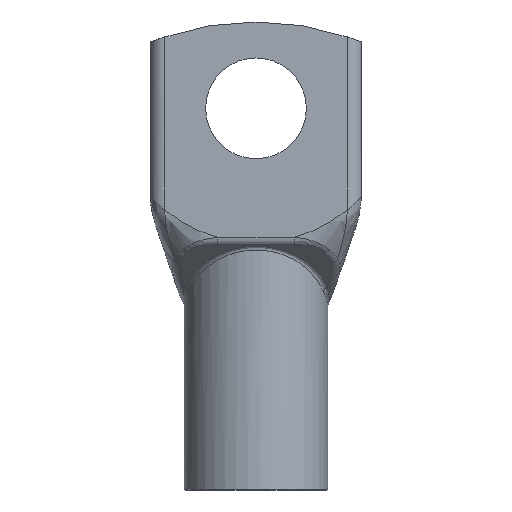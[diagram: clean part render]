
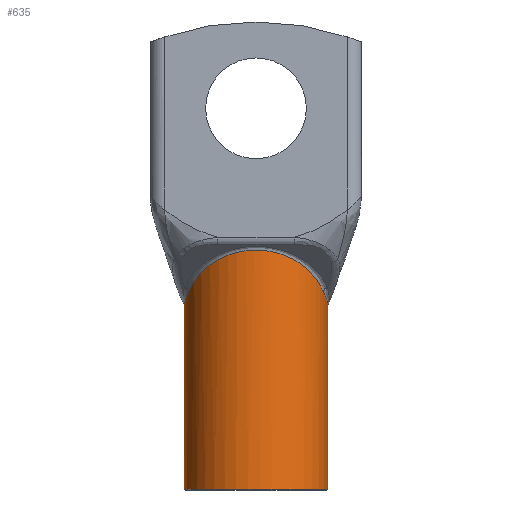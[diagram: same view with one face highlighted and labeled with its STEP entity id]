
A CAD part, front view. The second image highlights one B-rep face of the part: STEP entity #635.
In plain terms, the highlighted cylindrical face has radius 15 mm (diameter 30 mm), a full revolution.
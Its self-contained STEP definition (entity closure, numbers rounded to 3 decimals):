
#186=CARTESIAN_POINT('',(-14.628,3.32,4.303));
#187=VERTEX_POINT('',#186);
#204=CARTESIAN_POINT('',(-13.993,-5.403,7.447));
#205=VERTEX_POINT('',#204);
#206=CARTESIAN_POINT('',(-14.628,3.32,4.302));
#207=CARTESIAN_POINT('',(-14.629,3.313,4.264));
#208=CARTESIAN_POINT('',(-14.635,3.288,4.182));
#209=CARTESIAN_POINT('',(-14.655,3.198,4.083));
#210=CARTESIAN_POINT('',(-14.69,3.036,4.006));
#211=CARTESIAN_POINT('',(-14.751,2.73,3.961));
#212=CARTESIAN_POINT('',(-14.827,2.289,3.989));
#213=CARTESIAN_POINT('',(-14.881,1.894,4.049));
#214=CARTESIAN_POINT('',(-14.911,1.632,4.097));
#215=CARTESIAN_POINT('',(-14.93,1.457,4.132));
#216=CARTESIAN_POINT('',(-14.958,1.15,4.197));
#217=CARTESIAN_POINT('',(-15.02,0.19,4.43));
#218=CARTESIAN_POINT('',(-15.,-0.676,4.711));
#219=CARTESIAN_POINT('',(-14.936,-1.386,4.995));
#220=CARTESIAN_POINT('',(-14.932,-1.426,5.011));
#221=CARTESIAN_POINT('',(-14.865,-2.106,5.29));
#222=CARTESIAN_POINT('',(-14.66,-3.345,5.891));
#223=CARTESIAN_POINT('',(-14.327,-4.478,6.673));
#224=CARTESIAN_POINT('',(-14.141,-5.003,7.104));
#225=CARTESIAN_POINT('',(-14.093,-5.139,7.216));
#226=CARTESIAN_POINT('',(-14.044,-5.272,7.33));
#227=CARTESIAN_POINT('',(-13.993,-5.403,7.447));
#228=B_SPLINE_CURVE_WITH_KNOTS('',3,(#206,#207,#208,#209,#210,#211,#212,#213,#214,#215,#216,#217,#218,#219,#220,#221,#222,#223,#224,#225,#226,#227),.UNSPECIFIED.,.F.,.U.,(4,1,1,1,1,1,1,1,1,1,1,2,2,1,3,4),(-1.035,-1.023,-1.009,-0.995,-0.966,-0.909,-0.852,-0.838,-0.823,-0.795,-0.738,-0.509,-0.496,-0.276,-0.057,0.0),.UNSPECIFIED.);
#229=EDGE_CURVE('',#187,#205,#228,.T.);
#305=CARTESIAN_POINT('',(13.993,-5.403,7.447));
#306=VERTEX_POINT('',#305);
#324=CARTESIAN_POINT('',(0.0,0.0,2.611));
#325=DIRECTION('',(0.0,0.667,0.745));
#326=DIRECTION('',(0.0,-0.745,0.667));
#327=AXIS2_PLACEMENT_3D('',#324,#325,#326);
#328=ELLIPSE('',#327,20.131,15.);
#329=EDGE_CURVE('',#205,#306,#328,.T.);
#450=CARTESIAN_POINT('',(14.628,3.32,4.303));
#451=VERTEX_POINT('',#450);
#497=CARTESIAN_POINT('',(13.993,-5.403,7.447));
#498=CARTESIAN_POINT('',(14.044,-5.272,7.33));
#499=CARTESIAN_POINT('',(14.093,-5.139,7.216));
#500=CARTESIAN_POINT('',(14.141,-5.003,7.104));
#501=CARTESIAN_POINT('',(14.327,-4.478,6.673));
#502=CARTESIAN_POINT('',(14.66,-3.345,5.891));
#503=CARTESIAN_POINT('',(14.865,-2.106,5.29));
#504=CARTESIAN_POINT('',(14.932,-1.426,5.011));
#505=CARTESIAN_POINT('',(14.936,-1.386,4.995));
#506=CARTESIAN_POINT('',(15.,-0.676,4.711));
#507=CARTESIAN_POINT('',(15.02,0.19,4.43));
#508=CARTESIAN_POINT('',(14.958,1.15,4.197));
#509=CARTESIAN_POINT('',(14.93,1.457,4.132));
#510=CARTESIAN_POINT('',(14.911,1.632,4.097));
#511=CARTESIAN_POINT('',(14.881,1.894,4.049));
#512=CARTESIAN_POINT('',(14.827,2.289,3.989));
#513=CARTESIAN_POINT('',(14.751,2.73,3.961));
#514=CARTESIAN_POINT('',(14.69,3.036,4.006));
#515=CARTESIAN_POINT('',(14.655,3.198,4.083));
#516=CARTESIAN_POINT('',(14.635,3.288,4.182));
#517=CARTESIAN_POINT('',(14.629,3.313,4.264));
#518=CARTESIAN_POINT('',(14.628,3.32,4.302));
#519=B_SPLINE_CURVE_WITH_KNOTS('',3,(#497,#498,#499,#500,#501,#502,#503,#504,#505,#506,#507,#508,#509,#510,#511,#512,#513,#514,#515,#516,#517,#518),.UNSPECIFIED.,.F.,.U.,(4,3,1,2,2,1,1,1,1,1,1,1,1,1,1,4),(-1.08,-1.023,-0.804,-0.585,-0.571,-0.343,-0.286,-0.257,-0.243,-0.228,-0.171,-0.114,-0.086,-0.071,-0.057,-0.045),.UNSPECIFIED.);
#520=EDGE_CURVE('',#306,#451,#519,.T.);
#525=CARTESIAN_POINT('',(0.0,0.0,0.0));
#526=DIRECTION('',(0.0,0.0,-1.0));
#527=DIRECTION('',(-1.0,0.0,0.0));
#528=AXIS2_PLACEMENT_3D('',#525,#526,#527);
#529=CYLINDRICAL_SURFACE('',#528,15.0);
#530=CARTESIAN_POINT('',(15.0,0.,-33.8));
#531=VERTEX_POINT('',#530);
#532=CARTESIAN_POINT('',(0.0,0.0,-33.8));
#533=DIRECTION('',(0.0,0.0,-1.0));
#534=DIRECTION('',(-1.0,0.0,0.0));
#535=AXIS2_PLACEMENT_3D('',#532,#533,#534);
#536=CIRCLE('',#535,15.0);
#537=EDGE_CURVE('',#531,#531,#536,.T.);
#538=ORIENTED_EDGE('',*,*,#537,.F.);
#539=EDGE_LOOP('',(#538));
#540=FACE_OUTER_BOUND('',#539,.T.);
#541=ORIENTED_EDGE('',*,*,#520,.F.);
#542=ORIENTED_EDGE('',*,*,#329,.F.);
#543=ORIENTED_EDGE('',*,*,#229,.F.);
#544=CARTESIAN_POINT('',(-14.45,4.023,0.54));
#545=VERTEX_POINT('',#544);
#546=CARTESIAN_POINT('',(-14.628,3.32,4.303));
#547=CARTESIAN_POINT('',(-14.57,3.576,3.555));
#548=CARTESIAN_POINT('',(-14.512,3.796,2.747));
#549=CARTESIAN_POINT('',(-14.461,3.985,1.451));
#550=CARTESIAN_POINT('',(-14.451,4.022,0.996));
#551=CARTESIAN_POINT('',(-14.45,4.023,0.54));
#552=B_SPLINE_CURVE_WITH_KNOTS('',3,(#546,#547,#548,#549,#550,#551),.UNSPECIFIED.,.F.,.U.,(4,2,4),(-0.435,-0.179,-0.042),.UNSPECIFIED.);
#553=EDGE_CURVE('',#187,#545,#552,.T.);
#554=ORIENTED_EDGE('',*,*,#553,.T.);
#555=CARTESIAN_POINT('',(-14.455,4.008,0.0));
#556=VERTEX_POINT('',#555);
#557=CARTESIAN_POINT('',(-14.455,4.008,0.));
#558=CARTESIAN_POINT('',(-14.454,4.011,0.041));
#559=CARTESIAN_POINT('',(-14.453,4.013,0.082));
#560=CARTESIAN_POINT('',(-14.453,4.015,0.124));
#561=CARTESIAN_POINT('',(-14.451,4.021,0.263));
#562=CARTESIAN_POINT('',(-14.45,4.024,0.402));
#563=CARTESIAN_POINT('',(-14.45,4.023,0.54));
#564=B_SPLINE_CURVE_WITH_KNOTS('',3,(#557,#558,#559,#560,#561,#562,#563),.UNSPECIFIED.,.F.,.U.,(4,3,4),(-0.523,-0.513,-0.479),.UNSPECIFIED.);
#565=EDGE_CURVE('',#556,#545,#564,.T.);
#566=ORIENTED_EDGE('',*,*,#565,.F.);
#567=CARTESIAN_POINT('',(-14.255,4.667,0.));
#568=VERTEX_POINT('',#567);
#569=CARTESIAN_POINT('',(0.0,0.0,0.0));
#570=DIRECTION('',(0.0,0.0,-1.0));
#571=DIRECTION('',(-1.0,0.0,0.0));
#572=AXIS2_PLACEMENT_3D('',#569,#570,#571);
#573=CIRCLE('',#572,15.0);
#574=EDGE_CURVE('',#556,#568,#573,.T.);
#575=ORIENTED_EDGE('',*,*,#574,.T.);
#576=CARTESIAN_POINT('',(-14.161,4.947,0.0));
#577=VERTEX_POINT('',#576);
#578=CARTESIAN_POINT('',(0.0,0.0,0.0));
#579=DIRECTION('',(0.0,0.0,-1.0));
#580=DIRECTION('',(-1.0,0.0,0.0));
#581=AXIS2_PLACEMENT_3D('',#578,#579,#580);
#582=CIRCLE('',#581,15.0);
#583=EDGE_CURVE('',#568,#577,#582,.T.);
#584=ORIENTED_EDGE('',*,*,#583,.T.);
#585=CARTESIAN_POINT('',(14.161,4.947,0.0));
#586=VERTEX_POINT('',#585);
#587=CARTESIAN_POINT('',(0.0,0.0,0.0));
#588=DIRECTION('',(0.0,0.0,-1.0));
#589=DIRECTION('',(-1.0,0.0,0.0));
#590=AXIS2_PLACEMENT_3D('',#587,#588,#589);
#591=CIRCLE('',#590,15.0);
#592=EDGE_CURVE('',#577,#586,#591,.T.);
#593=ORIENTED_EDGE('',*,*,#592,.T.);
#594=CARTESIAN_POINT('',(14.255,4.667,0.));
#595=VERTEX_POINT('',#594);
#596=CARTESIAN_POINT('',(0.0,0.0,0.0));
#597=DIRECTION('',(0.0,0.0,-1.0));
#598=DIRECTION('',(-1.0,0.0,0.0));
#599=AXIS2_PLACEMENT_3D('',#596,#597,#598);
#600=CIRCLE('',#599,15.0);
#601=EDGE_CURVE('',#586,#595,#600,.T.);
#602=ORIENTED_EDGE('',*,*,#601,.T.);
#603=CARTESIAN_POINT('',(14.455,4.008,0.0));
#604=VERTEX_POINT('',#603);
#605=CARTESIAN_POINT('',(0.0,0.0,0.0));
#606=DIRECTION('',(0.0,0.0,-1.0));
#607=DIRECTION('',(-1.0,0.0,0.0));
#608=AXIS2_PLACEMENT_3D('',#605,#606,#607);
#609=CIRCLE('',#608,15.0);
#610=EDGE_CURVE('',#595,#604,#609,.T.);
#611=ORIENTED_EDGE('',*,*,#610,.T.);
#612=CARTESIAN_POINT('',(14.45,4.023,0.54));
#613=VERTEX_POINT('',#612);
#614=CARTESIAN_POINT('',(14.45,4.023,0.54));
#615=CARTESIAN_POINT('',(14.45,4.024,0.402));
#616=CARTESIAN_POINT('',(14.451,4.021,0.263));
#617=CARTESIAN_POINT('',(14.453,4.015,0.124));
#618=CARTESIAN_POINT('',(14.453,4.013,0.082));
#619=CARTESIAN_POINT('',(14.454,4.011,0.041));
#620=CARTESIAN_POINT('',(14.455,4.008,0.0));
#621=B_SPLINE_CURVE_WITH_KNOTS('',3,(#614,#615,#616,#617,#618,#619,#620),.UNSPECIFIED.,.F.,.U.,(4,3,4),(-0.042,0.0,0.012),.UNSPECIFIED.);
#622=EDGE_CURVE('',#613,#604,#621,.T.);
#623=ORIENTED_EDGE('',*,*,#622,.F.);
#624=CARTESIAN_POINT('',(14.45,4.023,0.54));
#625=CARTESIAN_POINT('',(14.451,4.022,0.996));
#626=CARTESIAN_POINT('',(14.461,3.985,1.451));
#627=CARTESIAN_POINT('',(14.512,3.796,2.747));
#628=CARTESIAN_POINT('',(14.57,3.576,3.555));
#629=CARTESIAN_POINT('',(14.628,3.32,4.303));
#630=B_SPLINE_CURVE_WITH_KNOTS('',3,(#624,#625,#626,#627,#628,#629),.UNSPECIFIED.,.F.,.U.,(4,2,4),(-0.479,-0.365,-0.154),.UNSPECIFIED.);
#631=EDGE_CURVE('',#613,#451,#630,.T.);
#632=ORIENTED_EDGE('',*,*,#631,.T.);
#633=EDGE_LOOP('',(#541,#542,#543,#554,#566,#575,#584,#593,#602,#611,#623,#632));
#634=FACE_BOUND('',#633,.T.);
#635=ADVANCED_FACE('',(#540,#634),#529,.T.);
